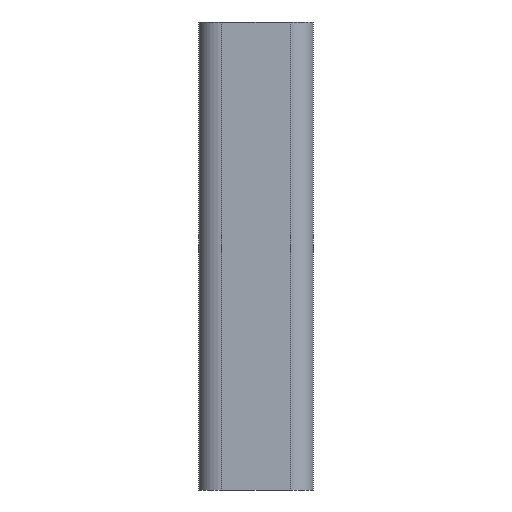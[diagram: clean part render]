
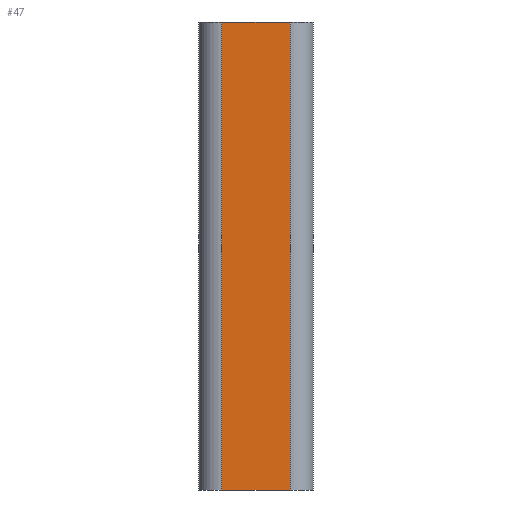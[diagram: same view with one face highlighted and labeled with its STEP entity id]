
A CAD part, front view. The second image highlights one B-rep face of the part: STEP entity #47.
In plain terms, the highlighted planar face has unit normal (0, -1, 0).
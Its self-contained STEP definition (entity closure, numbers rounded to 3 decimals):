
#20 = EDGE_LOOP ( 'NONE', ( #231, #246, #82, #133 ) ) ;
#25 = EDGE_CURVE ( 'NONE', #307, #327, #41, .T. ) ;
#41 = LINE ( 'NONE', #377, #236 ) ;
#47 = ADVANCED_FACE ( 'NONE', ( #290 ), #446, .T. ) ;
#80 = VECTOR ( 'NONE', #385, 1000. ) ;
#82 = ORIENTED_EDGE ( 'NONE', *, *, #283, .T. ) ;
#88 = CARTESIAN_POINT ( 'NONE',  ( -30., -50., 0. ) ) ;
#101 = CARTESIAN_POINT ( 'NONE',  ( -30., -50., -210. ) ) ;
#106 = EDGE_CURVE ( 'NONE', #327, #208, #400, .T. ) ;
#126 = DIRECTION ( 'NONE',  ( 0., 0., -1. ) ) ;
#133 = ORIENTED_EDGE ( 'NONE', *, *, #257, .T. ) ;
#140 = CARTESIAN_POINT ( 'NONE',  ( 30., -50., 200. ) ) ;
#145 = LINE ( 'NONE', #101, #241 ) ;
#208 = VERTEX_POINT ( 'NONE', #140 ) ;
#209 = CARTESIAN_POINT ( 'NONE',  ( -30., -50., 200. ) ) ;
#231 = ORIENTED_EDGE ( 'NONE', *, *, #106, .F. ) ;
#236 = VECTOR ( 'NONE', #340, 1000. ) ;
#241 = VECTOR ( 'NONE', #274, 1000. ) ;
#246 = ORIENTED_EDGE ( 'NONE', *, *, #25, .F. ) ;
#252 = CARTESIAN_POINT ( 'NONE',  ( 30., -50., -210. ) ) ;
#257 = EDGE_CURVE ( 'NONE', #417, #208, #294, .T. ) ;
#274 = DIRECTION ( 'NONE',  ( 1., 0., 0. ) ) ;
#283 = EDGE_CURVE ( 'NONE', #307, #417, #145, .T. ) ;
#290 = FACE_OUTER_BOUND ( 'NONE', #20, .T. ) ;
#294 = LINE ( 'NONE', #348, #404 ) ;
#305 = AXIS2_PLACEMENT_3D ( 'NONE', #88, #339, #126 ) ;
#307 = VERTEX_POINT ( 'NONE', #420 ) ;
#327 = VERTEX_POINT ( 'NONE', #209 ) ;
#339 = DIRECTION ( 'NONE',  ( 0., -1., 0. ) ) ;
#340 = DIRECTION ( 'NONE',  ( 0., 0., 1. ) ) ;
#348 = CARTESIAN_POINT ( 'NONE',  ( 30., -50., 0. ) ) ;
#349 = CARTESIAN_POINT ( 'NONE',  ( -30., -50., 200. ) ) ;
#377 = CARTESIAN_POINT ( 'NONE',  ( -30., -50., 0. ) ) ;
#385 = DIRECTION ( 'NONE',  ( 1., 0., 0. ) ) ;
#400 = LINE ( 'NONE', #349, #80 ) ;
#404 = VECTOR ( 'NONE', #421, 1000. ) ;
#417 = VERTEX_POINT ( 'NONE', #252 ) ;
#420 = CARTESIAN_POINT ( 'NONE',  ( -30., -50., -210. ) ) ;
#421 = DIRECTION ( 'NONE',  ( 0., 0., 1. ) ) ;
#446 = PLANE ( 'NONE',  #305 ) ;
